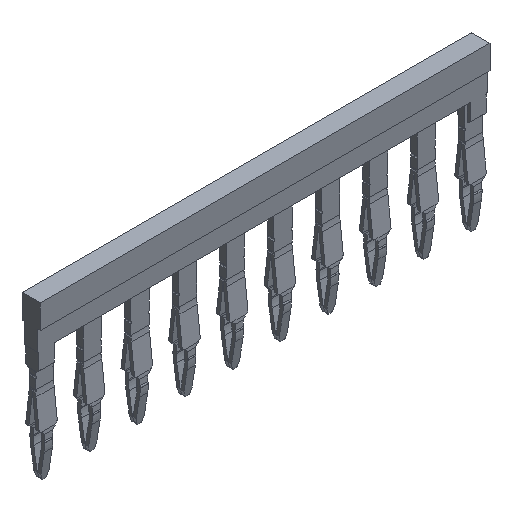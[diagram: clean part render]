
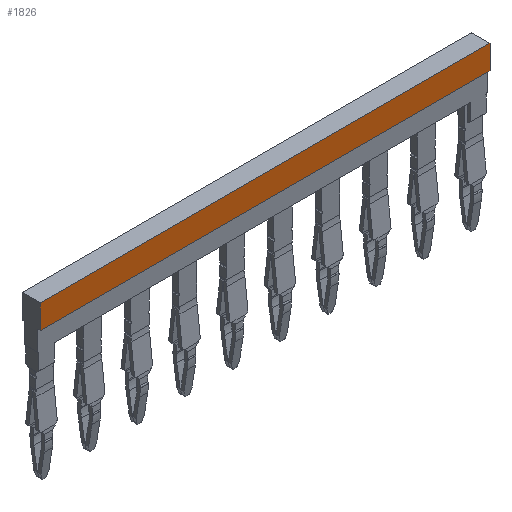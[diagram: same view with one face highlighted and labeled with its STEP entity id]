
A CAD part, isometric view. The second image highlights one B-rep face of the part: STEP entity #1826.
In plain terms, the highlighted planar face has unit normal (0, -1, 0).
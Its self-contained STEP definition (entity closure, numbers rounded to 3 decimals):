
#1806=AXIS2_PLACEMENT_3D('Plane Axis2P3D',#1803,#1804,#1805) ;
#1462=CARTESIAN_POINT('Vertex',(0.,0.,21.022)) ;
#1465=CARTESIAN_POINT('Line Origine',(0.,0.,22.872)) ;
#1469=CARTESIAN_POINT('Vertex',(0.,0.,24.722)) ;
#1788=CARTESIAN_POINT('Vertex',(69.35,0.,24.722)) ;
#1791=CARTESIAN_POINT('Line Origine',(34.675,0.,24.722)) ;
#1803=CARTESIAN_POINT('Axis2P3D Location',(82.45,0.,21.222)) ;
#1808=CARTESIAN_POINT('Line Origine',(69.35,0.,22.872)) ;
#1812=CARTESIAN_POINT('Vertex',(69.35,0.,21.022)) ;
#1815=CARTESIAN_POINT('Line Origine',(34.675,0.,21.022)) ;
#1466=DIRECTION('Vector Direction',(0.,0.,1.)) ;
#1792=DIRECTION('Vector Direction',(-1.,0.,0.)) ;
#1804=DIRECTION('Axis2P3D Direction',(0.,1.,0.)) ;
#1805=DIRECTION('Axis2P3D XDirection',(0.,0.,1.)) ;
#1809=DIRECTION('Vector Direction',(0.,0.,-1.)) ;
#1816=DIRECTION('Vector Direction',(-1.,0.,0.)) ;
#1467=VECTOR('Line Direction',#1466,1.) ;
#1793=VECTOR('Line Direction',#1792,1.) ;
#1810=VECTOR('Line Direction',#1809,1.) ;
#1817=VECTOR('Line Direction',#1816,1.) ;
#1821=ORIENTED_EDGE('',*,*,#1814,.F.) ;
#1822=ORIENTED_EDGE('',*,*,#1795,.T.) ;
#1823=ORIENTED_EDGE('',*,*,#1471,.F.) ;
#1824=ORIENTED_EDGE('',*,*,#1819,.F.) ;
#1826=ADVANCED_FACE('68405_HDC_MXCC_4X_02.1\\HDC_MXCC_4X_12_KOTR.1\\K\X2\00F6\X0\rper.20',(#1825),#1807,.F.) ;
#1471=EDGE_CURVE('',#1463,#1470,#1468,.T.) ;
#1795=EDGE_CURVE('',#1789,#1470,#1794,.T.) ;
#1814=EDGE_CURVE('',#1789,#1813,#1811,.T.) ;
#1819=EDGE_CURVE('',#1813,#1463,#1818,.T.) ;
#1820=EDGE_LOOP('',(#1821,#1822,#1823,#1824)) ;
#1825=FACE_OUTER_BOUND('',#1820,.T.) ;
#1468=LINE('Line',#1465,#1467) ;
#1794=LINE('Line',#1791,#1793) ;
#1811=LINE('Line',#1808,#1810) ;
#1818=LINE('Line',#1815,#1817) ;
#1807=PLANE('',#1806) ;
#1463=VERTEX_POINT('',#1462) ;
#1470=VERTEX_POINT('',#1469) ;
#1789=VERTEX_POINT('',#1788) ;
#1813=VERTEX_POINT('',#1812) ;
